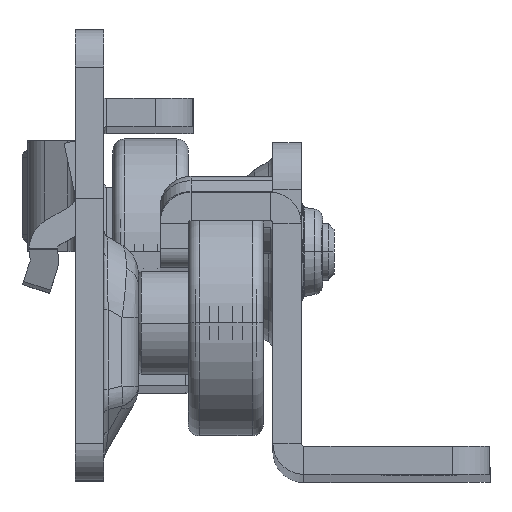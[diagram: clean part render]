
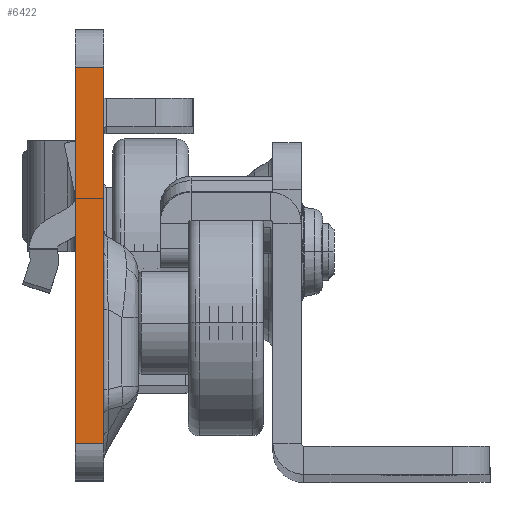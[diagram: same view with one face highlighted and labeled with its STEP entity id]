
A CAD part, top view. The second image highlights one B-rep face of the part: STEP entity #6422.
In plain terms, the highlighted planar face has unit normal (0, 0, 1).
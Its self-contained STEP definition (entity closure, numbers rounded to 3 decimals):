
#1212 = ORIENTED_EDGE ( 'NONE', *, *, #16721, .T. ) ;
#1226 = EDGE_CURVE ( 'NONE', #12727, #13310, #7342, .T. ) ;
#1706 = EDGE_CURVE ( 'NONE', #27405, #9539, #14273, .T. ) ;
#1768 = CARTESIAN_POINT ( 'NONE',  ( 0., 18.3, 0. ) ) ;
#2011 = VECTOR ( 'NONE', #22839, 1000. ) ;
#3073 = EDGE_CURVE ( 'NONE', #13310, #9539, #20948, .T. ) ;
#3524 = ORIENTED_EDGE ( 'NONE', *, *, #1226, .F. ) ;
#3762 = DIRECTION ( 'NONE',  ( 1., 0., 0. ) ) ;
#5389 = DIRECTION ( 'NONE',  ( 0., 0., 1. ) ) ;
#5524 = DIRECTION ( 'NONE',  ( 1., 0., 0. ) ) ;
#5580 = EDGE_LOOP ( 'NONE', ( #14588, #3524, #1212, #13585 ) ) ;
#6422 = ADVANCED_FACE ( 'NONE', ( #12197 ), #16313, .T. ) ;
#6541 = LINE ( 'NONE', #23745, #21555 ) ;
#7342 = LINE ( 'NONE', #14172, #2011 ) ;
#8626 = CARTESIAN_POINT ( 'NONE',  ( -3., 18.3, 0. ) ) ;
#9028 = VECTOR ( 'NONE', #3762, 1000. ) ;
#9539 = VERTEX_POINT ( 'NONE', #19698 ) ;
#10142 = CARTESIAN_POINT ( 'NONE',  ( 0., -29.094, 0. ) ) ;
#10253 = DIRECTION ( 'NONE',  ( 0., -1., 0. ) ) ;
#12197 = FACE_OUTER_BOUND ( 'NONE', #5580, .T. ) ;
#12727 = VERTEX_POINT ( 'NONE', #8626 ) ;
#13310 = VERTEX_POINT ( 'NONE', #1768 ) ;
#13585 = ORIENTED_EDGE ( 'NONE', *, *, #1706, .T. ) ;
#13794 = AXIS2_PLACEMENT_3D ( 'NONE', #24841, #5389, #5524 ) ;
#14172 = CARTESIAN_POINT ( 'NONE',  ( -3., 18.3, 0. ) ) ;
#14273 = LINE ( 'NONE', #16678, #9028 ) ;
#14588 = ORIENTED_EDGE ( 'NONE', *, *, #3073, .F. ) ;
#14807 = CARTESIAN_POINT ( 'NONE',  ( -3., -21.7, 0. ) ) ;
#16313 = PLANE ( 'NONE',  #13794 ) ;
#16678 = CARTESIAN_POINT ( 'NONE',  ( -122.719, -21.7, 0. ) ) ;
#16721 = EDGE_CURVE ( 'NONE', #12727, #27405, #6541, .T. ) ;
#19698 = CARTESIAN_POINT ( 'NONE',  ( 0., -21.7, 0. ) ) ;
#19813 = DIRECTION ( 'NONE',  ( 0., -1., 0. ) ) ;
#20948 = LINE ( 'NONE', #10142, #24312 ) ;
#21555 = VECTOR ( 'NONE', #10253, 1000. ) ;
#22839 = DIRECTION ( 'NONE',  ( 1., 0., 0. ) ) ;
#23745 = CARTESIAN_POINT ( 'NONE',  ( -3., -29.094, 0. ) ) ;
#24312 = VECTOR ( 'NONE', #19813, 1000. ) ;
#24841 = CARTESIAN_POINT ( 'NONE',  ( -3., -29.094, 0. ) ) ;
#27405 = VERTEX_POINT ( 'NONE', #14807 ) ;
